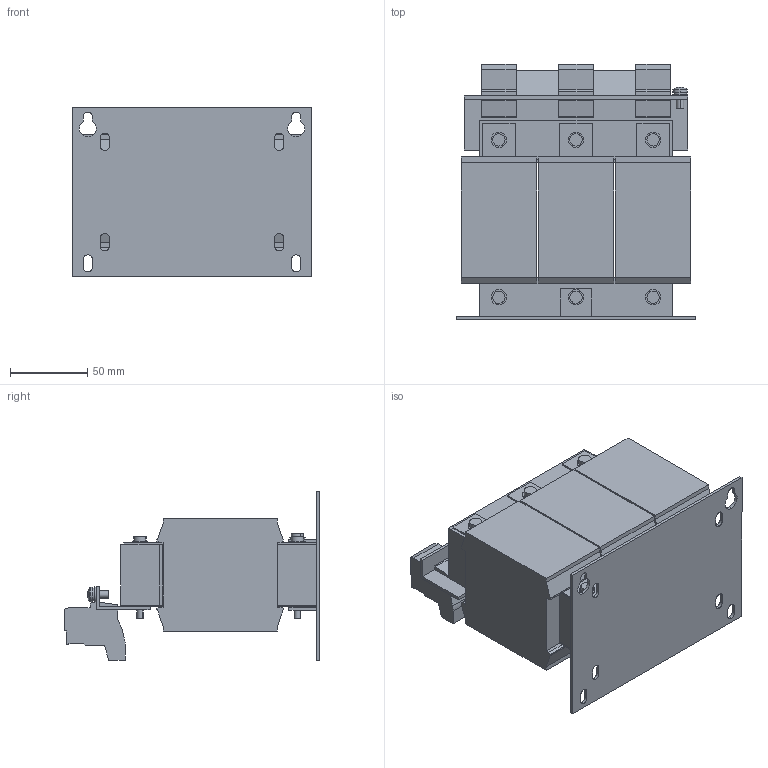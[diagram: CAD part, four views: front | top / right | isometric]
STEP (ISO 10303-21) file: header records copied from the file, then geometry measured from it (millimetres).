
FILE_DESCRIPTION (( 'STEP AP214' ), '1' );
FILE_NAME ('379907.STEP', '2021-09-14T09:44:07', ( '' ), ( '' ), 'SwSTEP 2.0', 'SolidWorks 2018', '' );
FILE_SCHEMA (( 'AUTOMOTIVE_DESIGN' ));
Length unit declared in the file: millimetre
Products named in the file (1): 379907
Bounding box: 155 x 165.62 x 110 mm (x, y, z)
Volume: 1201801.5 mm3; surface area: 162200 mm2
Topology: 1 solids, 1 shells, 721 faces, 1910 edges, 1257 vertices
Faces by surface type: plane 551, cylinder 160, cone 6, torus 2, sphere 2
Entity records: 22258 total; most frequent: CARTESIAN_POINT 3911, ORIENTED_EDGE 3816, DIRECTION 3710, EDGE_CURVE 1908, VECTOR 1534, LINE 1534, VERTEX_POINT 1257, AXIS2_PLACEMENT_3D 1088
